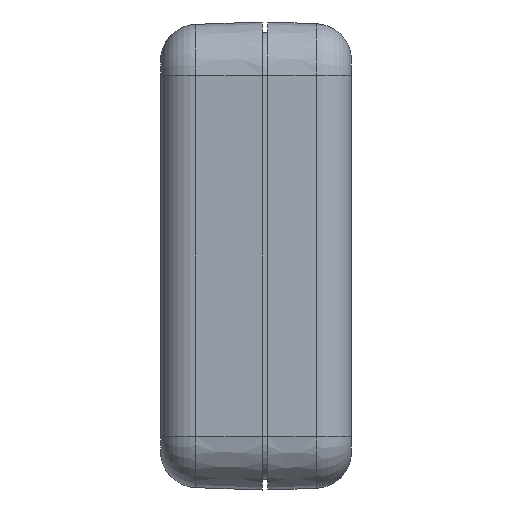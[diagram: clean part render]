
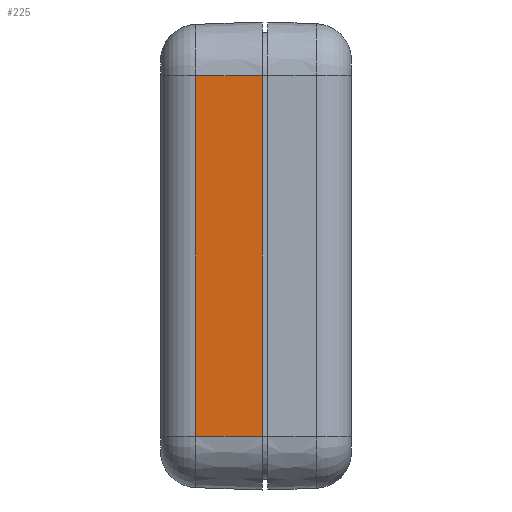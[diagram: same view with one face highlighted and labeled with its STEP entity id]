
A CAD part, left-side view. The second image highlights one B-rep face of the part: STEP entity #225.
In plain terms, the highlighted face is planar.
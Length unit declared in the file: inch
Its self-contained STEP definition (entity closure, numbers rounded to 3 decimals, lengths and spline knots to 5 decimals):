
#210 = VERTEX_POINT ( 'NONE', #3409 ) ;
#225 = ADVANCED_FACE ( 'NONE', ( #3490 ), #3460, .T. ) ;
#227 = ORIENTED_EDGE ( 'NONE', *, *, #1265, .F. ) ;
#238 = ORIENTED_EDGE ( 'NONE', *, *, #287, .T. ) ;
#239 = EDGE_CURVE ( 'NONE', #271, #210, #3436, .T. ) ;
#240 = ORIENTED_EDGE ( 'NONE', *, *, #275, .F. ) ;
#263 = ORIENTED_EDGE ( 'NONE', *, *, #239, .T. ) ;
#271 = VERTEX_POINT ( 'NONE', #3321 ) ;
#273 = EDGE_LOOP ( 'NONE', ( #240, #263, #238, #227 ) ) ;
#275 = EDGE_CURVE ( 'NONE', #271, #1335, #3309, .T. ) ;
#287 = EDGE_CURVE ( 'NONE', #210, #1361, #3258, .T. ) ;
#1265 = EDGE_CURVE ( 'NONE', #1335, #1361, #6386, .T. ) ;
#1335 = VERTEX_POINT ( 'NONE', #6665 ) ;
#1361 = VERTEX_POINT ( 'NONE', #6851 ) ;
#3258 = LINE ( 'NONE', #3293, #3270 ) ;
#3260 = DIRECTION ( 'NONE',  ( -0.035, 0.999, 0. ) ) ;
#3270 = VECTOR ( 'NONE', #3260, 39.37008 ) ;
#3293 = CARTESIAN_POINT ( 'NONE',  ( -2.752, 0., 0.77 ) ) ;
#3300 = DIRECTION ( 'NONE',  ( -0.035, 0.999, 0. ) ) ;
#3301 = VECTOR ( 'NONE', #3300, 39.37008 ) ;
#3302 = CARTESIAN_POINT ( 'NONE',  ( -2.752, 0., -0.77 ) ) ;
#3309 = LINE ( 'NONE', #3302, #3301 ) ;
#3321 = CARTESIAN_POINT ( 'NONE',  ( -2.74207, -0.28444, -0.77 ) ) ;
#3409 = CARTESIAN_POINT ( 'NONE',  ( -2.74207, -0.28444, 0.77 ) ) ;
#3432 = DIRECTION ( 'NONE',  ( 0., 0., 1. ) ) ;
#3433 = VECTOR ( 'NONE', #3432, 39.37008 ) ;
#3434 = CARTESIAN_POINT ( 'NONE',  ( -2.74207, -0.28444, 0.77 ) ) ;
#3436 = LINE ( 'NONE', #3434, #3433 ) ;
#3452 = DIRECTION ( 'NONE',  ( 0.035, -0.999, 0. ) ) ;
#3460 = PLANE ( 'NONE',  #3482 ) ;
#3464 = CARTESIAN_POINT ( 'NONE',  ( -2.752, 0., 0.77 ) ) ;
#3469 = DIRECTION ( 'NONE',  ( -0.999, -0.035, 0. ) ) ;
#3482 = AXIS2_PLACEMENT_3D ( 'NONE', #3464, #3469, #3452 ) ;
#3490 = FACE_OUTER_BOUND ( 'NONE', #273, .T. ) ;
#6383 = DIRECTION ( 'NONE',  ( 0., 0., 1. ) ) ;
#6384 = VECTOR ( 'NONE', #6383, 39.37008 ) ;
#6385 = CARTESIAN_POINT ( 'NONE',  ( -2.752, 0., 0.77 ) ) ;
#6386 = LINE ( 'NONE', #6385, #6384 ) ;
#6665 = CARTESIAN_POINT ( 'NONE',  ( -2.752, 0., -0.77 ) ) ;
#6851 = CARTESIAN_POINT ( 'NONE',  ( -2.752, 0., 0.77 ) ) ;
